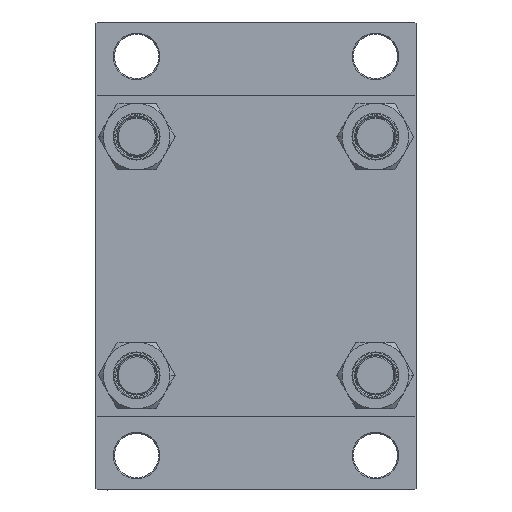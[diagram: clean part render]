
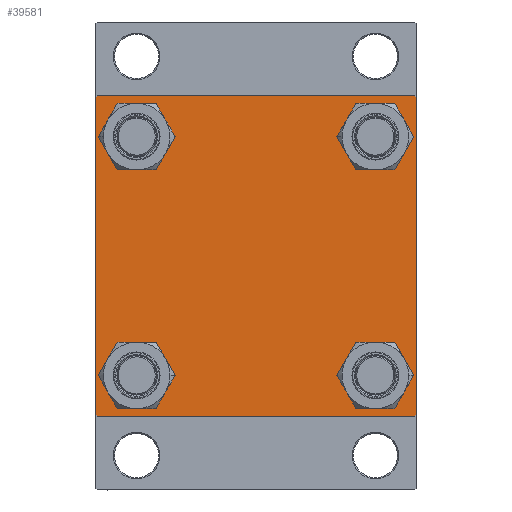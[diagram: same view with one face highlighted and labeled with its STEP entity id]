
A CAD part, left-side view. The second image highlights one B-rep face of the part: STEP entity #39581.
In plain terms, the highlighted planar face has unit normal (-1, 0, 0).
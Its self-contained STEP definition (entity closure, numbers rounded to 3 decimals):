
#328 = DIRECTION ( 'NONE',  ( 0., 0., 1. ) ) ;
#337 = ORIENTED_EDGE ( 'NONE', *, *, #30650, .T. ) ;
#756 = DIRECTION ( 'NONE',  ( 1., 0., 0. ) ) ;
#1481 = LINE ( 'NONE', #23216, #20647 ) ;
#2153 = CARTESIAN_POINT ( 'NONE',  ( 0., 48.45, -39.95 ) ) ;
#2413 = CARTESIAN_POINT ( 'NONE',  ( 0., 0., 0. ) ) ;
#2790 = AXIS2_PLACEMENT_3D ( 'NONE', #28444, #32298, #46284 ) ;
#2888 = ORIENTED_EDGE ( 'NONE', *, *, #29392, .T. ) ;
#2940 = LINE ( 'NONE', #6319, #31606 ) ;
#3038 = EDGE_CURVE ( 'NONE', #19212, #22871, #16383, .T. ) ;
#3526 = AXIS2_PLACEMENT_3D ( 'NONE', #25157, #22249, #25400 ) ;
#3801 = CARTESIAN_POINT ( 'NONE',  ( 0., 64.5, 65. ) ) ;
#3894 = AXIS2_PLACEMENT_3D ( 'NONE', #10643, #11110, #25366 ) ;
#4052 = DIRECTION ( 'NONE',  ( 1., 0., 0. ) ) ;
#4409 = DIRECTION ( 'NONE',  ( 0., -0.707, -0.707 ) ) ;
#4690 = CARTESIAN_POINT ( 'NONE',  ( 0., 65., 65. ) ) ;
#5087 = ORIENTED_EDGE ( 'NONE', *, *, #10521, .T. ) ;
#5107 = FACE_OUTER_BOUND ( 'NONE', #31938, .T. ) ;
#6079 = VERTEX_POINT ( 'NONE', #42811 ) ;
#6255 = ORIENTED_EDGE ( 'NONE', *, *, #41679, .T. ) ;
#6319 = CARTESIAN_POINT ( 'NONE',  ( 0., -64.75, 64.75 ) ) ;
#7687 = EDGE_CURVE ( 'NONE', #24286, #36281, #29163, .T. ) ;
#8402 = CARTESIAN_POINT ( 'NONE',  ( 0., -64.5, -65. ) ) ;
#8895 = ORIENTED_EDGE ( 'NONE', *, *, #27000, .T. ) ;
#8899 = CARTESIAN_POINT ( 'NONE',  ( 0., 65., 65. ) ) ;
#8904 = VERTEX_POINT ( 'NONE', #30539 ) ;
#9209 = FACE_BOUND ( 'NONE', #12764, .T. ) ;
#9612 = DIRECTION ( 'NONE',  ( 0., -1., 0. ) ) ;
#10521 = EDGE_CURVE ( 'NONE', #37971, #42830, #35142, .T. ) ;
#10643 = CARTESIAN_POINT ( 'NONE',  ( 0., -48.45, -48.45 ) ) ;
#10784 = EDGE_CURVE ( 'NONE', #40946, #6079, #28959, .T. ) ;
#10890 = CARTESIAN_POINT ( 'NONE',  ( 0., 64.5, -65. ) ) ;
#11110 = DIRECTION ( 'NONE',  ( 1., 0., 0. ) ) ;
#11440 = EDGE_LOOP ( 'NONE', ( #337, #28118 ) ) ;
#11983 = AXIS2_PLACEMENT_3D ( 'NONE', #44974, #37984, #328 ) ;
#11991 = CARTESIAN_POINT ( 'NONE',  ( 0., 48.45, -56.95 ) ) ;
#12321 = ORIENTED_EDGE ( 'NONE', *, *, #15270, .F. ) ;
#12344 = AXIS2_PLACEMENT_3D ( 'NONE', #40836, #756, #15019 ) ;
#12587 = DIRECTION ( 'NONE',  ( -1., 0., 0. ) ) ;
#12613 = ORIENTED_EDGE ( 'NONE', *, *, #28354, .T. ) ;
#12764 = EDGE_LOOP ( 'NONE', ( #42489, #5087 ) ) ;
#13063 = DIRECTION ( 'NONE',  ( 0., 0., -1. ) ) ;
#13289 = FACE_BOUND ( 'NONE', #40022, .T. ) ;
#13463 = EDGE_CURVE ( 'NONE', #42830, #37971, #29029, .T. ) ;
#13526 = DIRECTION ( 'NONE',  ( 0., 0., 1. ) ) ;
#14728 = CIRCLE ( 'NONE', #3894, 8.5 ) ;
#15019 = DIRECTION ( 'NONE',  ( 0., 0., 1. ) ) ;
#15262 = ORIENTED_EDGE ( 'NONE', *, *, #22449, .T. ) ;
#15270 = EDGE_CURVE ( 'NONE', #8904, #21108, #47611, .T. ) ;
#15641 = CARTESIAN_POINT ( 'NONE',  ( 0., 48.45, 48.45 ) ) ;
#15877 = AXIS2_PLACEMENT_3D ( 'NONE', #28176, #24787, #39497 ) ;
#15978 = DIRECTION ( 'NONE',  ( 0., 0.707, -0.707 ) ) ;
#16383 = LINE ( 'NONE', #8899, #26523 ) ;
#16933 = CARTESIAN_POINT ( 'NONE',  ( 0., -48.45, 39.95 ) ) ;
#17704 = CARTESIAN_POINT ( 'NONE',  ( 0., -65., 65. ) ) ;
#17907 = DIRECTION ( 'NONE',  ( 0., 0.707, 0.707 ) ) ;
#17913 = VECTOR ( 'NONE', #41005, 1000. ) ;
#18084 = AXIS2_PLACEMENT_3D ( 'NONE', #15641, #4052, #34238 ) ;
#18829 = VECTOR ( 'NONE', #29402, 1000. ) ;
#18866 = VERTEX_POINT ( 'NONE', #40559 ) ;
#18885 = VERTEX_POINT ( 'NONE', #22874 ) ;
#19212 = VERTEX_POINT ( 'NONE', #3801 ) ;
#19225 = ORIENTED_EDGE ( 'NONE', *, *, #34003, .T. ) ;
#19868 = VECTOR ( 'NONE', #32431, 1000. ) ;
#20647 = VECTOR ( 'NONE', #15978, 1000. ) ;
#21108 = VERTEX_POINT ( 'NONE', #26569 ) ;
#22249 = DIRECTION ( 'NONE',  ( 1., 0., 0. ) ) ;
#22449 = EDGE_CURVE ( 'NONE', #19212, #31032, #1481, .T. ) ;
#22871 = VERTEX_POINT ( 'NONE', #44284 ) ;
#22874 = CARTESIAN_POINT ( 'NONE',  ( 0., 48.45, 39.95 ) ) ;
#23007 = CARTESIAN_POINT ( 'NONE',  ( 0., 64.75, -64.75 ) ) ;
#23216 = CARTESIAN_POINT ( 'NONE',  ( 0., 64.75, 64.75 ) ) ;
#23300 = DIRECTION ( 'NONE',  ( 0., 0., 1. ) ) ;
#23488 = LINE ( 'NONE', #23007, #34265 ) ;
#23941 = FACE_BOUND ( 'NONE', #33068, .T. ) ;
#23997 = VERTEX_POINT ( 'NONE', #24071 ) ;
#24071 = CARTESIAN_POINT ( 'NONE',  ( 0., -48.45, -39.95 ) ) ;
#24286 = VERTEX_POINT ( 'NONE', #10890 ) ;
#24745 = AXIS2_PLACEMENT_3D ( 'NONE', #33937, #41875, #23300 ) ;
#24787 = DIRECTION ( 'NONE',  ( 1., 0., 0. ) ) ;
#24813 = VERTEX_POINT ( 'NONE', #46967 ) ;
#24911 = ORIENTED_EDGE ( 'NONE', *, *, #7687, .T. ) ;
#25157 = CARTESIAN_POINT ( 'NONE',  ( 0., -48.45, 48.45 ) ) ;
#25366 = DIRECTION ( 'NONE',  ( 0., 0., 1. ) ) ;
#25400 = DIRECTION ( 'NONE',  ( 0., 0., 1. ) ) ;
#26523 = VECTOR ( 'NONE', #9612, 1000. ) ;
#26569 = CARTESIAN_POINT ( 'NONE',  ( 0., -65., -64.5 ) ) ;
#27000 = EDGE_CURVE ( 'NONE', #8904, #22871, #2940, .T. ) ;
#27232 = AXIS2_PLACEMENT_3D ( 'NONE', #2413, #12587, #13526 ) ;
#28029 = PLANE ( 'NONE',  #27232 ) ;
#28118 = ORIENTED_EDGE ( 'NONE', *, *, #10784, .T. ) ;
#28176 = CARTESIAN_POINT ( 'NONE',  ( 0., 48.45, -48.45 ) ) ;
#28354 = EDGE_CURVE ( 'NONE', #24813, #23997, #35499, .T. ) ;
#28444 = CARTESIAN_POINT ( 'NONE',  ( 0., 48.45, -48.45 ) ) ;
#28959 = CIRCLE ( 'NONE', #3526, 8.5 ) ;
#29029 = CIRCLE ( 'NONE', #2790, 8.5 ) ;
#29163 = LINE ( 'NONE', #44582, #18829 ) ;
#29392 = EDGE_CURVE ( 'NONE', #23997, #24813, #14728, .T. ) ;
#29402 = DIRECTION ( 'NONE',  ( 0., -1., 0. ) ) ;
#30333 = CARTESIAN_POINT ( 'NONE',  ( 0., 48.45, 56.95 ) ) ;
#30428 = ORIENTED_EDGE ( 'NONE', *, *, #42388, .T. ) ;
#30539 = CARTESIAN_POINT ( 'NONE',  ( 0., -65., 64.5 ) ) ;
#30650 = EDGE_CURVE ( 'NONE', #6079, #40946, #45544, .T. ) ;
#31032 = VERTEX_POINT ( 'NONE', #39605 ) ;
#31606 = VECTOR ( 'NONE', #17907, 1000. ) ;
#31938 = EDGE_LOOP ( 'NONE', ( #39767, #6255, #24911, #19225, #12321, #8895, #37160, #15262 ) ) ;
#32298 = DIRECTION ( 'NONE',  ( 1., 0., 0. ) ) ;
#32431 = DIRECTION ( 'NONE',  ( 0., 0., -1. ) ) ;
#33068 = EDGE_LOOP ( 'NONE', ( #30428, #42264 ) ) ;
#33937 = CARTESIAN_POINT ( 'NONE',  ( 0., -48.45, 48.45 ) ) ;
#34003 = EDGE_CURVE ( 'NONE', #36281, #21108, #44628, .T. ) ;
#34238 = DIRECTION ( 'NONE',  ( 0., 0., 1. ) ) ;
#34265 = VECTOR ( 'NONE', #4409, 1000. ) ;
#34368 = CIRCLE ( 'NONE', #11983, 8.5 ) ;
#35142 = CIRCLE ( 'NONE', #15877, 8.5 ) ;
#35499 = CIRCLE ( 'NONE', #12344, 8.5 ) ;
#36281 = VERTEX_POINT ( 'NONE', #8402 ) ;
#36608 = CIRCLE ( 'NONE', #18084, 8.5 ) ;
#37160 = ORIENTED_EDGE ( 'NONE', *, *, #3038, .F. ) ;
#37962 = VERTEX_POINT ( 'NONE', #30333 ) ;
#37971 = VERTEX_POINT ( 'NONE', #11991 ) ;
#37984 = DIRECTION ( 'NONE',  ( 1., 0., 0. ) ) ;
#38001 = LINE ( 'NONE', #4690, #46781 ) ;
#39497 = DIRECTION ( 'NONE',  ( 0., 0., 1. ) ) ;
#39581 = ADVANCED_FACE ( 'NONE', ( #42272, #13289, #9209, #23941, #5107 ), #28029, .T. ) ;
#39605 = CARTESIAN_POINT ( 'NONE',  ( 0., 65., 64.5 ) ) ;
#39767 = ORIENTED_EDGE ( 'NONE', *, *, #45786, .T. ) ;
#40022 = EDGE_LOOP ( 'NONE', ( #2888, #12613 ) ) ;
#40559 = CARTESIAN_POINT ( 'NONE',  ( 0., 65., -64.5 ) ) ;
#40836 = CARTESIAN_POINT ( 'NONE',  ( 0., -48.45, -48.45 ) ) ;
#40946 = VERTEX_POINT ( 'NONE', #16933 ) ;
#41005 = DIRECTION ( 'NONE',  ( 0., -0.707, 0.707 ) ) ;
#41679 = EDGE_CURVE ( 'NONE', #18866, #24286, #23488, .T. ) ;
#41875 = DIRECTION ( 'NONE',  ( 1., 0., 0. ) ) ;
#42264 = ORIENTED_EDGE ( 'NONE', *, *, #44301, .T. ) ;
#42272 = FACE_BOUND ( 'NONE', #11440, .T. ) ;
#42388 = EDGE_CURVE ( 'NONE', #37962, #18885, #36608, .T. ) ;
#42489 = ORIENTED_EDGE ( 'NONE', *, *, #13463, .T. ) ;
#42811 = CARTESIAN_POINT ( 'NONE',  ( 0., -48.45, 56.95 ) ) ;
#42830 = VERTEX_POINT ( 'NONE', #2153 ) ;
#44147 = CARTESIAN_POINT ( 'NONE',  ( 0., -64.75, -64.75 ) ) ;
#44284 = CARTESIAN_POINT ( 'NONE',  ( 0., -64.5, 65. ) ) ;
#44301 = EDGE_CURVE ( 'NONE', #18885, #37962, #34368, .T. ) ;
#44582 = CARTESIAN_POINT ( 'NONE',  ( 0., 65., -65. ) ) ;
#44628 = LINE ( 'NONE', #44147, #17913 ) ;
#44974 = CARTESIAN_POINT ( 'NONE',  ( 0., 48.45, 48.45 ) ) ;
#45544 = CIRCLE ( 'NONE', #24745, 8.5 ) ;
#45786 = EDGE_CURVE ( 'NONE', #31032, #18866, #38001, .T. ) ;
#46284 = DIRECTION ( 'NONE',  ( 0., 0., 1. ) ) ;
#46781 = VECTOR ( 'NONE', #13063, 1000. ) ;
#46967 = CARTESIAN_POINT ( 'NONE',  ( 0., -48.45, -56.95 ) ) ;
#47611 = LINE ( 'NONE', #17704, #19868 ) ;
